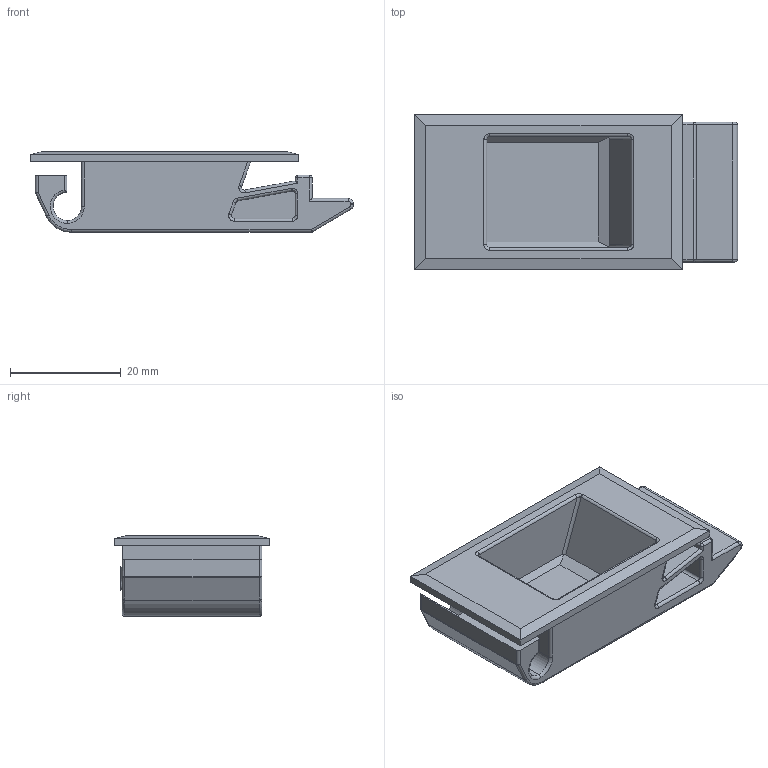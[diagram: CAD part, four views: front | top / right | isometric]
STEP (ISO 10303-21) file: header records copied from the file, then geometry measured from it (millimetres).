
FILE_DESCRIPTION (( 'STEP AP203' ), '1' );
FILE_NAME ('KS01.20.35.STEP', '2020-08-04T14:55:24', ( '' ), ( '' ), 'SwSTEP 2.0', 'SolidWorks 2015', '' );
FILE_SCHEMA (( 'CONFIG_CONTROL_DESIGN' ));
Length unit declared in the file: millimetre
Products named in the file (1): KS01.20.35
Bounding box: 58.25 x 28.1 x 14.5 mm (x, y, z)
Volume: 8886.9 mm3; surface area: 8080.5 mm2
Topology: 1 solids, 1 shells, 229 faces, 569 edges, 350 vertices
Faces by surface type: plane 87, bspline 83, cylinder 59
Entity records: 10344 total; most frequent: CARTESIAN_POINT 5397, ORIENTED_EDGE 1126, DIRECTION 815, EDGE_CURVE 563, VERTEX_POINT 350, VECTOR 313, LINE 313, AXIS2_PLACEMENT_3D 251
